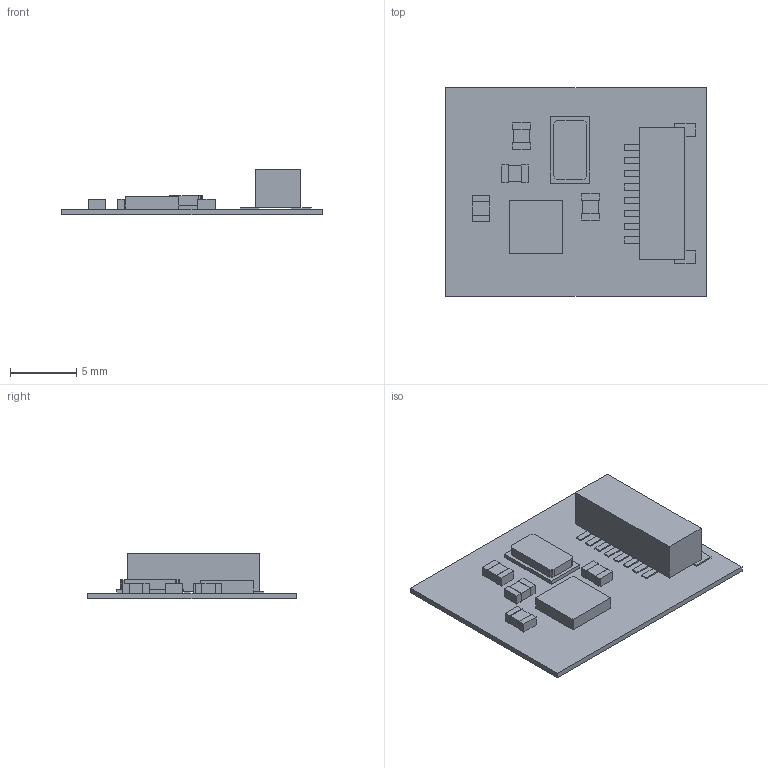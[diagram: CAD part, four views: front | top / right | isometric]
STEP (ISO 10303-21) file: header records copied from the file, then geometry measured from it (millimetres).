
FILE_DESCRIPTION(('Open CASCADE Model'),'2;1');
FILE_NAME('Open CASCADE Shape Model','2021-09-15T09:23:55',('Author'),( 'Open CASCADE'),'Open CASCADE STEP processor 6.8','Open CASCADE 6.8' ,'Unknown');
FILE_SCHEMA(('AUTOMOTIVE_DESIGN { 1 0 10303 214 1 1 1 1 }'));
Length unit declared in the file: millimetre
Products named in the file (20): PCB; Board; Open CASCADE STEP translator 6.8 1.1.1; C4; condensateur_cms_0805; C3; C2; C1; SensorBoard; 5270668288; Body; Pins; MS5611; 5270696960; Extruded; 5270691200; MPU; 5270683680
Assembly tree (22 placements, depth 4):
  PCB
    Board
      Open CASCADE STEP translator 6.8 1.1.1
    C4
      condensateur_cms_0805
    C3
      condensateur_cms_0805
    C2
      condensateur_cms_0805
    C1
      condensateur_cms_0805
    SensorBoard
      5270668288
        Body
        Pins
    MS5611
      5270696960
        Extruded
      5270691200
        Extruded
    MPU
      5270683680
        Extruded
Bounding box: 19.68 x 15.75 x 3.41 mm (x, y, z)
Volume: 261.8 mm3; surface area: 970.1 mm2
Topology: 19 solids, 19 shells, 170 faces, 372 edges, 248 vertices
Faces by surface type: plane 170
Entity records: 3778 total; most frequent: CARTESIAN_POINT 585, DIRECTION 554, ORIENTED_EDGE 528, EDGE_CURVE 264, LINE 264, VECTOR 264, VERTEX_POINT 176, AXIS2_PLACEMENT_3D 145
